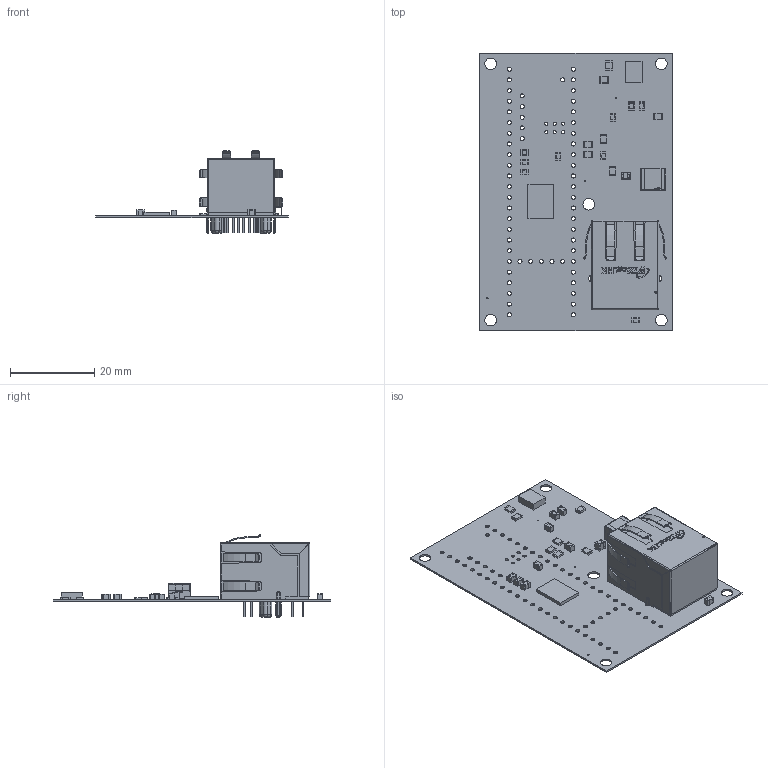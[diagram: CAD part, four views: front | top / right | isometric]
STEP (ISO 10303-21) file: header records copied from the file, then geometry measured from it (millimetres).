
FILE_DESCRIPTION(('Open CASCADE Model'),'2;1');
FILE_NAME('Open CASCADE Shape Model','2023-03-03T15:30:54',('Author'),( 'Open CASCADE'),'Open CASCADE STEP processor 7.5','Open CASCADE 7.5' ,'Unknown');
FILE_SCHEMA(('AUTOMOTIVE_DESIGN { 1 0 10303 214 1 1 1 1 }'));
Length unit declared in the file: millimetre
Products named in the file (70): PCB; Board; Open CASCADE STEP translator 7.5 1.1.1; J_; Conn_WIZnet_J1B1211CCD_eec; body; logo; terminal; yellow led; green led; shell_; C_; Cap_Murata_GCM21BR72A104KA37L_eec; side; Murata; L1; Ind_Taiyo_Yuden_LBM2016TR12J_eec; C9; Cap_Murata_GJ821BR71H105KA12L_eec; C8; C7; Cap_Murata_KRM55QR7YA226KH01L_eec; 1; 2; 3; Murata Logo 3; U2; 6181897088; Extruded; Open CASCADE STEP translator 7.5 1.9; 6181899328; R7; 6181898368; 6181898128; R6; R5; 6181897968; 6181897728; R4; R3 ...
Assembly tree (92 placements, depth 4):
  PCB
    Board
      Open CASCADE STEP translator 7.5 1.1.1
    J_
      Conn_WIZnet_J1B1211CCD_eec
        body
        logo
        terminal
        yellow led
        green led
        shell_
    C_
      Cap_Murata_GCM21BR72A104KA37L_eec
        body
        side  x2
        Murata
    L1
      Ind_Taiyo_Yuden_LBM2016TR12J_eec
      Ind_Taiyo_Yuden_LBM2016TR12J_eec
      Ind_Taiyo_Yuden_LBM2016TR12J_eec
      Ind_Taiyo_Yuden_LBM2016TR12J_eec
      Ind_Taiyo_Yuden_LBM2016TR12J_eec
      Ind_Taiyo_Yuden_LBM2016TR12J_eec
    C9
      Cap_Murata_GJ821BR71H105KA12L_eec
        body
        side  x2
        Murata
    C8
      Cap_Murata_GJ821BR71H105KA12L_eec
        body
        side  x2
        Murata
    C7
      Cap_Murata_KRM55QR7YA226KH01L_eec
        1
        2
        3
        Murata Logo 3
    U2
      6181897088
        Extruded
    Open CASCADE STEP translator 7.5 1.9
      6181899328
        Extruded
    R7
      6181898368  x2
        Extruded
      6181898128
        Extruded
    R6
      6181898368  x2
        Extruded
      6181898128
        Extruded
    R5
      6181897968  x2
        Extruded
      6181897728
        Extruded
Bounding box: 45.72 x 66.04 x 19.73 mm (x, y, z)
Volume: 4697.8 mm3; surface area: 11771.5 mm2
Topology: 115 solids, 115 shells, 3702 faces, 10086 edges, 6592 vertices
Faces by surface type: plane 1629, bspline 1339, cylinder 630, sphere 92, torus 12
Full cylindrical faces by diameter (mm): 0.283 x1, 0.304 x3, 0.417 x1, 0.762 x6, 0.9 x8, 0.964 x59, 1.02 x4, 1.6 x2, 2.768 x5, 3.25 x2
Entity records: 69623 total; most frequent: CARTESIAN_POINT 19909, ORIENTED_EDGE 10744, DIRECTION 8579, EDGE_CURVE 5372, VERTEX_POINT 3516, LINE 3291, VECTOR 3291, AXIS2_PLACEMENT_3D 2644
